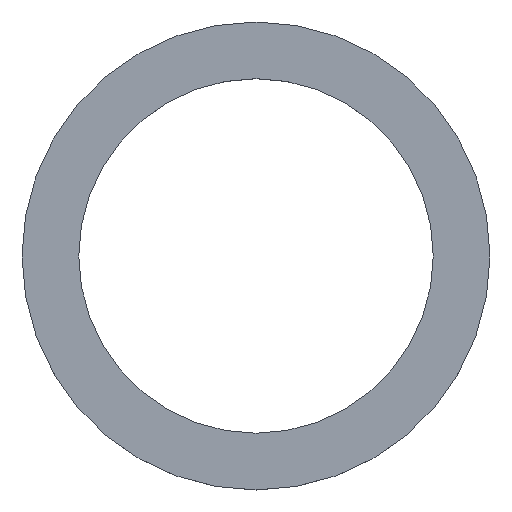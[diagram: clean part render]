
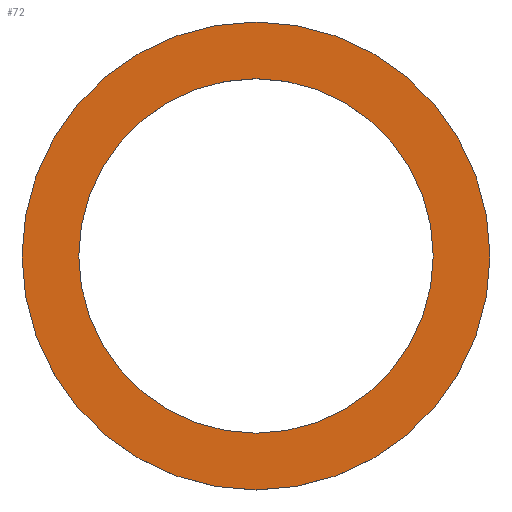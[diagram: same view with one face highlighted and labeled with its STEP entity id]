
A CAD part, top view. The second image highlights one B-rep face of the part: STEP entity #72.
In plain terms, the highlighted planar face has unit normal (0, 0, 1).
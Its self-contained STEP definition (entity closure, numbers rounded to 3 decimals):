
#22=FACE_BOUND('',#33,.T.);
#24=PLANE('',#100);
#28=FACE_OUTER_BOUND('',#32,.T.);
#32=EDGE_LOOP('',(#64));
#33=EDGE_LOOP('',(#65));
#41=CIRCLE('',#96,12.5);
#42=CIRCLE('',#98,16.5);
#47=VERTEX_POINT('',#132);
#48=VERTEX_POINT('',#136);
#52=EDGE_CURVE('',#47,#47,#41,.T.);
#53=EDGE_CURVE('',#48,#48,#42,.T.);
#64=ORIENTED_EDGE('',*,*,#53,.F.);
#65=ORIENTED_EDGE('',*,*,#52,.T.);
#72=ADVANCED_FACE('',(#28,#22),#24,.F.);
#96=AXIS2_PLACEMENT_3D('',#134,#111,#112);
#98=AXIS2_PLACEMENT_3D('',#137,#115,#116);
#100=AXIS2_PLACEMENT_3D('',#141,#120,#121);
#111=DIRECTION('center_axis',(0.,0.,-1.));
#112=DIRECTION('ref_axis',(-1.,0.,0.));
#115=DIRECTION('center_axis',(0.,0.,-1.));
#116=DIRECTION('ref_axis',(-1.,0.,0.));
#120=DIRECTION('center_axis',(0.,0.,-1.));
#121=DIRECTION('ref_axis',(-1.,0.,0.));
#132=CARTESIAN_POINT('',(12.5,0.,1.5));
#134=CARTESIAN_POINT('Origin',(0.,0.,1.5));
#136=CARTESIAN_POINT('',(16.5,0.,1.5));
#137=CARTESIAN_POINT('Origin',(0.,0.,1.5));
#141=CARTESIAN_POINT('Origin',(0.,0.,1.5));
